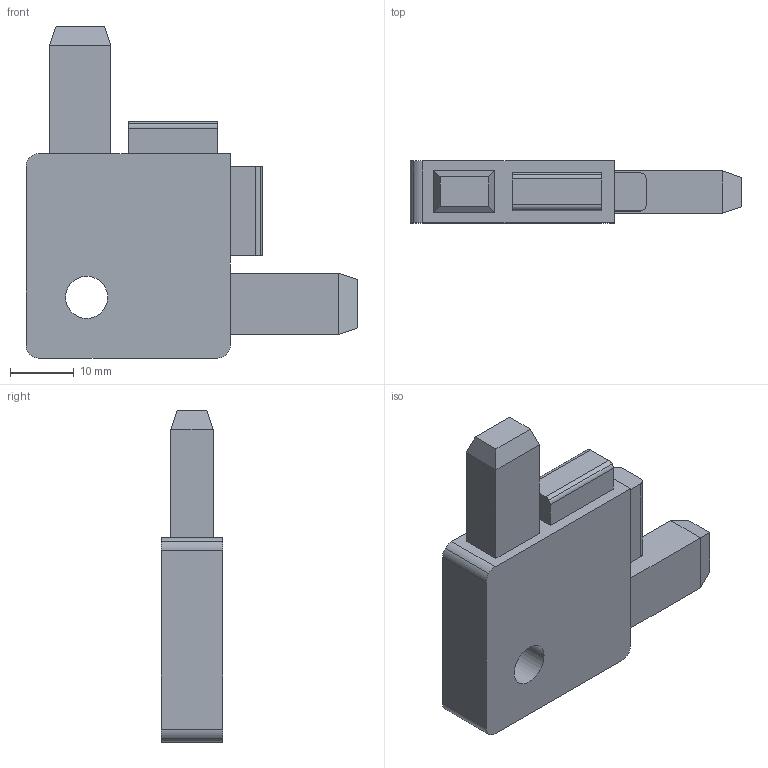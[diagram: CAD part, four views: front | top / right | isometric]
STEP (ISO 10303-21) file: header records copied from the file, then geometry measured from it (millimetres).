
FILE_DESCRIPTION(('STEP AP214'),'1');
FILE_NAME('cctmp_CD7000D3-448B-4B85-B45B-433B2E6EC7ED_2020_1_9_16_13_28_109..stp','2020-01-09T15:13:28',('Bosch Rexroth AG'),('CADClick - www.CADClick.com'),'Spatial InterOp 3D',' ','unknown authorization - (Healing Option Enabled)');
FILE_SCHEMA(('AUTOMOTIVE_DESIGN'));
Length unit declared in the file: millimetre
Products named in the file (1): 2020_01_09__16-13-28-109
Bounding box: 52 x 9.7 x 52 mm (x, y, z)
Volume: 12849.1 mm3; surface area: 4990.8 mm2
Topology: 1 solids, 1 shells, 50 faces, 124 edges, 80 vertices
Faces by surface type: plane 34, cylinder 16
Entity records: 1904 total; most frequent: DIRECTION 258, CARTESIAN_POINT 255, ORIENTED_EDGE 248, EDGE_CURVE 124, LINE 92, VECTOR 92, AXIS2_PLACEMENT_3D 83, VERTEX_POINT 80
